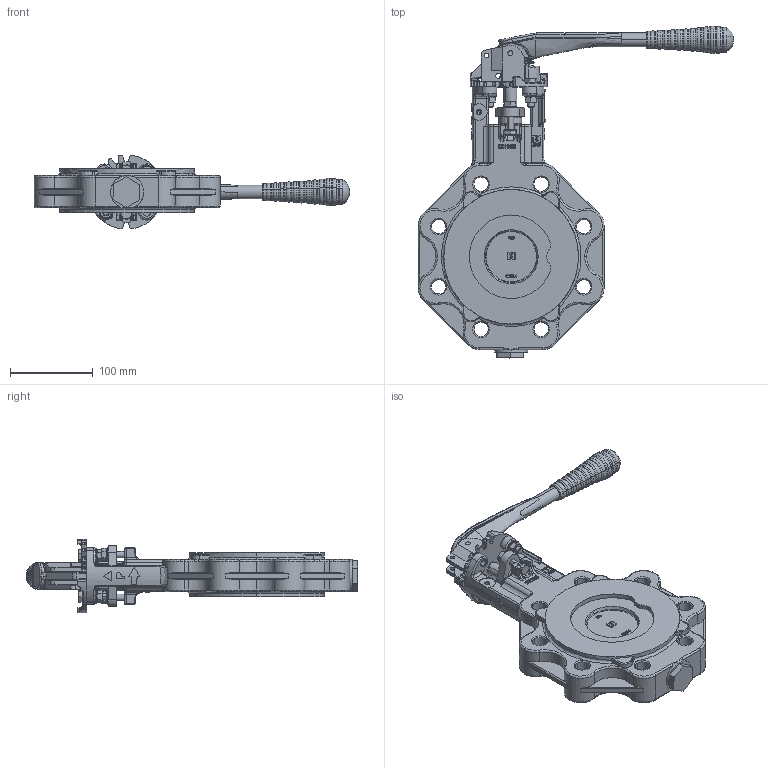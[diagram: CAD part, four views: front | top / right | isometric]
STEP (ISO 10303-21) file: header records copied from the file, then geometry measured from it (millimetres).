
FILE_DESCRIPTION (( 'STEP AP203' ), '1' );
FILE_NAME ('5590T10001_PN25-40.STEP', '2023-06-27T07:15:25', ( '' ), ( '' ), 'SwSTEP 2.0', 'SolidWorks 2022', '' );
FILE_SCHEMA (( 'CONFIG_CONTROL_DESIGN' ));
Products named in the file (1): 5590T10001_PN25-40
Bounding box: 381.68 x 401.75 x 89.18 mm (x, y, z)
Volume: 1712970.9 mm3; surface area: 261951.9 mm2
Topology: 18 solids, 18 shells, 3382 faces, 8783 edges, 5592 vertices
Faces by surface type: plane 1401, bspline 962, cylinder 557, torus 296, cone 148, sphere 18
Entity records: 152444 total; most frequent: CARTESIAN_POINT 76191, ORIENTED_EDGE 17486, DIRECTION 13006, EDGE_CURVE 8743, VERTEX_POINT 5592, LINE 4442, VECTOR 4442, AXIS2_PLACEMENT_3D 4282
